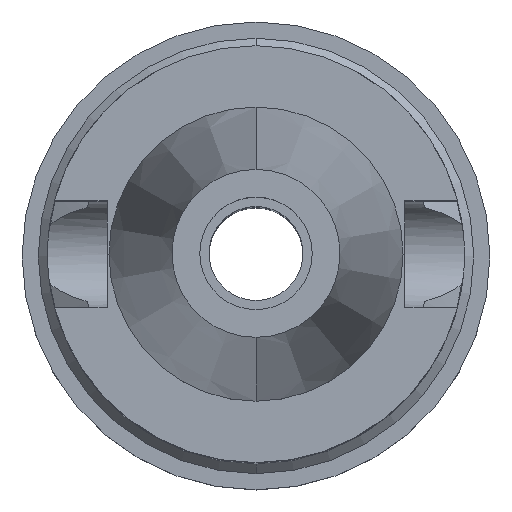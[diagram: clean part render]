
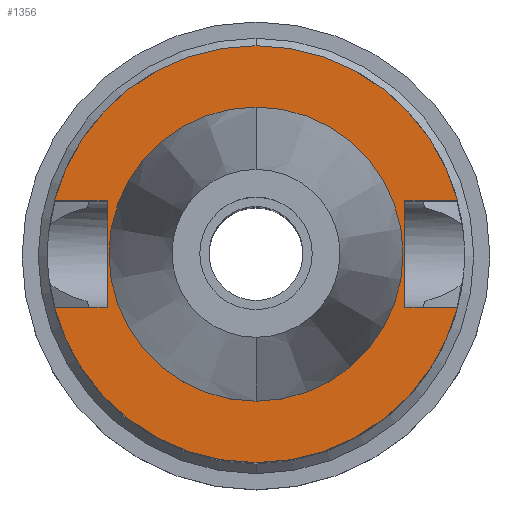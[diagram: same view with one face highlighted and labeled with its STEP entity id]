
A CAD part, top view. The second image highlights one B-rep face of the part: STEP entity #1356.
In plain terms, the highlighted planar face has unit normal (0, 0, 1).
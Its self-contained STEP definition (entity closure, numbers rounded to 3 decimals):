
#94=DIRECTION('',(0.,1.,0.));
#95=VECTOR('',#94,16.1);
#96=CARTESIAN_POINT('',(-22.5,-8.05,-1.));
#97=LINE('',#96,#95);
#101=DIRECTION('',(-1.,0.,0.));
#102=VECTOR('',#101,7.954);
#103=CARTESIAN_POINT('',(-22.5,8.05,-1.));
#104=LINE('',#103,#102);
#108=CARTESIAN_POINT('',(0.,0.,-1.));
#109=DIRECTION('',(0.,0.,-1.));
#110=DIRECTION('',(-0.967,0.256,0.));
#111=AXIS2_PLACEMENT_3D('',#108,#109,#110);
#116=CARTESIAN_POINT('',(0.,0.,-1.));
#117=DIRECTION('',(0.,0.,-1.));
#118=DIRECTION('',(0.,1.,0.));
#119=AXIS2_PLACEMENT_3D('',#116,#117,#118);
#124=DIRECTION('',(0.,-1.,0.));
#125=VECTOR('',#124,16.1);
#126=CARTESIAN_POINT('',(22.5,8.05,-1.));
#127=LINE('',#126,#125);
#131=DIRECTION('',(1.,0.,0.));
#132=VECTOR('',#131,7.954);
#133=CARTESIAN_POINT('',(22.5,-8.05,-1.));
#134=LINE('',#133,#132);
#138=CARTESIAN_POINT('',(0.,0.,-1.));
#139=DIRECTION('',(0.,0.,-1.));
#140=DIRECTION('',(0.967,-0.256,0.));
#141=AXIS2_PLACEMENT_3D('',#138,#139,#140);
#146=CARTESIAN_POINT('',(0.,0.,-1.));
#147=DIRECTION('',(0.,0.,-1.));
#148=DIRECTION('',(0.,-1.,0.));
#149=AXIS2_PLACEMENT_3D('',#146,#147,#148);
#154=CARTESIAN_POINT('',(0.,0.,-1.));
#155=DIRECTION('',(0.,0.,1.));
#156=DIRECTION('',(0.,-1.,0.));
#157=AXIS2_PLACEMENT_3D('',#154,#155,#156);
#162=CARTESIAN_POINT('',(0.,0.,-1.));
#163=DIRECTION('',(0.,0.,1.));
#164=DIRECTION('',(0.,1.,0.));
#165=AXIS2_PLACEMENT_3D('',#162,#163,#164);
#200=DIRECTION('',(-1.,0.,0.));
#201=VECTOR('',#200,7.954);
#202=CARTESIAN_POINT('',(-22.5,-8.05,-1.));
#203=LINE('',#202,#201);
#337=DIRECTION('',(1.,0.,0.));
#338=VECTOR('',#337,7.954);
#339=CARTESIAN_POINT('',(22.5,8.05,-1.));
#340=LINE('',#339,#338);
#1213=CARTESIAN_POINT('',(-22.5,-8.05,-1.));
#1214=VERTEX_POINT('',#1213);
#1215=CARTESIAN_POINT('',(-30.454,-8.05,-1.));
#1216=VERTEX_POINT('',#1215);
#1219=CARTESIAN_POINT('',(-22.5,8.05,-1.));
#1220=VERTEX_POINT('',#1219);
#1221=CARTESIAN_POINT('',(-30.454,8.05,-1.));
#1222=VERTEX_POINT('',#1221);
#1223=CARTESIAN_POINT('',(0.,31.5,-1.));
#1224=CARTESIAN_POINT('',(30.454,8.05,-1.));
#1225=VERTEX_POINT('',#1223);
#1226=VERTEX_POINT('',#1224);
#1227=CARTESIAN_POINT('',(22.5,8.05,-1.));
#1228=VERTEX_POINT('',#1227);
#1229=CARTESIAN_POINT('',(22.5,-8.05,-1.));
#1230=VERTEX_POINT('',#1229);
#1231=CARTESIAN_POINT('',(30.454,-8.05,-1.));
#1232=VERTEX_POINT('',#1231);
#1233=CARTESIAN_POINT('',(0.,-31.5,-1.));
#1234=VERTEX_POINT('',#1233);
#1235=CARTESIAN_POINT('',(0.,-22.225,-1.));
#1236=CARTESIAN_POINT('',(0.,22.225,-1.));
#1237=VERTEX_POINT('',#1235);
#1238=VERTEX_POINT('',#1236);
#1325=CARTESIAN_POINT('',(0.,0.,-1.));
#1326=DIRECTION('',(0.,0.,-1.));
#1327=DIRECTION('',(0.,-1.,0.));
#1328=AXIS2_PLACEMENT_3D('',#1325,#1326,#1327);
#1329=PLANE('',#1328);
#1331=ORIENTED_EDGE('',*,*,#1330,.T.);
#1333=ORIENTED_EDGE('',*,*,#1332,.T.);
#1335=ORIENTED_EDGE('',*,*,#1334,.T.);
#1337=ORIENTED_EDGE('',*,*,#1336,.T.);
#1339=ORIENTED_EDGE('',*,*,#1338,.F.);
#1341=ORIENTED_EDGE('',*,*,#1340,.T.);
#1343=ORIENTED_EDGE('',*,*,#1342,.T.);
#1345=ORIENTED_EDGE('',*,*,#1344,.T.);
#1347=ORIENTED_EDGE('',*,*,#1346,.T.);
#1349=ORIENTED_EDGE('',*,*,#1348,.F.);
#1350=EDGE_LOOP('',(#1331,#1333,#1335,#1337,#1339,#1341,#1343,#1345,#1347,
#1349));
#1351=FACE_OUTER_BOUND('',#1350,.F.);
#1352=ORIENTED_EDGE('',*,*,#1304,.T.);
#1353=ORIENTED_EDGE('',*,*,#1320,.T.);
#1354=EDGE_LOOP('',(#1352,#1353));
#1355=FACE_BOUND('',#1354,.F.);
#112=CIRCLE('',#111,31.5);
#120=CIRCLE('',#119,31.5);
#142=CIRCLE('',#141,31.5);
#150=CIRCLE('',#149,31.5);
#158=CIRCLE('',#157,22.225);
#166=CIRCLE('',#165,22.225);
#1304=EDGE_CURVE('',#1237,#1238,#158,.T.);
#1320=EDGE_CURVE('',#1238,#1237,#166,.T.);
#1330=EDGE_CURVE('',#1214,#1220,#97,.T.);
#1332=EDGE_CURVE('',#1220,#1222,#104,.T.);
#1334=EDGE_CURVE('',#1222,#1225,#112,.T.);
#1336=EDGE_CURVE('',#1225,#1226,#120,.T.);
#1338=EDGE_CURVE('',#1228,#1226,#340,.T.);
#1340=EDGE_CURVE('',#1228,#1230,#127,.T.);
#1342=EDGE_CURVE('',#1230,#1232,#134,.T.);
#1344=EDGE_CURVE('',#1232,#1234,#142,.T.);
#1346=EDGE_CURVE('',#1234,#1216,#150,.T.);
#1348=EDGE_CURVE('',#1214,#1216,#203,.T.);
#1356=ADVANCED_FACE('',(#1351,#1355),#1329,.F.);
